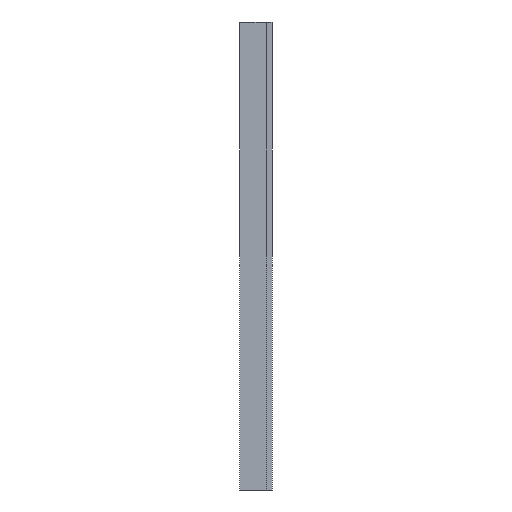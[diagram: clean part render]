
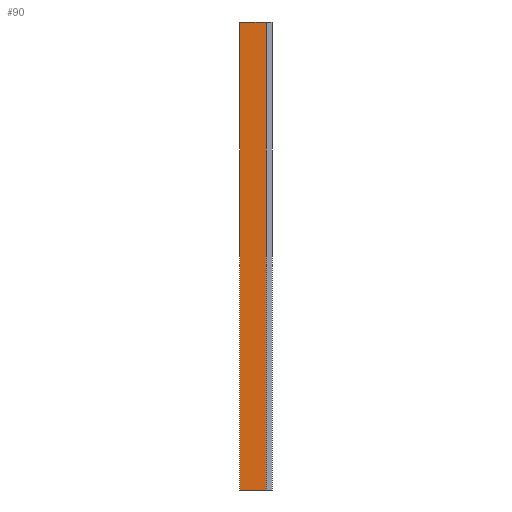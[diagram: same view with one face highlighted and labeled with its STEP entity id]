
A CAD part, left-side view. The second image highlights one B-rep face of the part: STEP entity #90.
In plain terms, the highlighted free-form (B-spline) face has degree [2, 1] with [5, 2] control points.
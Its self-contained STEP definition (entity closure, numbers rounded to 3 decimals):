
#90=ADVANCED_FACE('',(#218),#2186,.T.);
#218=FACE_OUTER_BOUND('',#346,.T.);
#346=EDGE_LOOP('',(#718,#719,#720,#721));
#718=ORIENTED_EDGE('',*,*,#1345,.T.);
#719=ORIENTED_EDGE('',*,*,#1346,.T.);
#720=ORIENTED_EDGE('',*,*,#1347,.F.);
#721=ORIENTED_EDGE('',*,*,#1343,.F.);
#1343=EDGE_CURVE('',#2006,#2007,#1709,.T.);
#1345=EDGE_CURVE('',#2006,#2008,#1711,.T.);
#1346=EDGE_CURVE('',#2008,#2009,#1712,.T.);
#1347=EDGE_CURVE('',#2007,#2009,#1713,.T.);
#1709=(
BOUNDED_CURVE()
B_SPLINE_CURVE(1,(#3625,#3626),.UNSPECIFIED.,.F.,.F.)
B_SPLINE_CURVE_WITH_KNOTS((2,2),(0.,2000.),.UNSPECIFIED.)
CURVE()
GEOMETRIC_REPRESENTATION_ITEM()
RATIONAL_B_SPLINE_CURVE((1.,1.))
REPRESENTATION_ITEM('')
);
#1711=(
BOUNDED_CURVE()
B_SPLINE_CURVE(2,(#3630,#3631,#3632,#3633,#3634),.UNSPECIFIED.,.F.,.F.)
B_SPLINE_CURVE_WITH_KNOTS((3,2,3),(-4815.563,-4741.256,-4703.409),
 .UNSPECIFIED.)
CURVE()
GEOMETRIC_REPRESENTATION_ITEM()
RATIONAL_B_SPLINE_CURVE((1.,1.,1.,1.,1.))
REPRESENTATION_ITEM('')
);
#1712=(
BOUNDED_CURVE()
B_SPLINE_CURVE(1,(#3635,#3636),.UNSPECIFIED.,.F.,.F.)
B_SPLINE_CURVE_WITH_KNOTS((2,2),(0.,2000.),.UNSPECIFIED.)
CURVE()
GEOMETRIC_REPRESENTATION_ITEM()
RATIONAL_B_SPLINE_CURVE((1.,1.))
REPRESENTATION_ITEM('')
);
#1713=(
BOUNDED_CURVE()
B_SPLINE_CURVE(2,(#3637,#3638,#3639,#3640,#3641),.UNSPECIFIED.,.F.,.F.)
B_SPLINE_CURVE_WITH_KNOTS((3,2,3),(-4815.563,-4741.256,-4703.409),
 .UNSPECIFIED.)
CURVE()
GEOMETRIC_REPRESENTATION_ITEM()
RATIONAL_B_SPLINE_CURVE((1.,1.,1.,1.,1.))
REPRESENTATION_ITEM('')
);
#2006=VERTEX_POINT('',#3166);
#2007=VERTEX_POINT('',#3167);
#2008=VERTEX_POINT('',#3168);
#2009=VERTEX_POINT('',#3169);
#2186=(
BOUNDED_SURFACE()
B_SPLINE_SURFACE(2,1,((#2974,#2975),(#2976,#2977),(#2978,#2979),(#2980,
#2981),(#2982,#2983)),.UNSPECIFIED.,.F.,.F.,.F.)
B_SPLINE_SURFACE_WITH_KNOTS((3,2,3),(2,2),(-4815.563,-4741.256,
-4703.409),(0.,2000.),.UNSPECIFIED.)
GEOMETRIC_REPRESENTATION_ITEM()
RATIONAL_B_SPLINE_SURFACE(((1.,1.),(1.,1.),(1.,1.),(1.,1.),(1.,1.)))
REPRESENTATION_ITEM('')
SURFACE()
);
#2974=CARTESIAN_POINT('',(-59.545,-63.154,1000.));
#2975=CARTESIAN_POINT('',(-59.545,-63.154,-1000.));
#2976=CARTESIAN_POINT('',(-59.545,-26.,1000.));
#2977=CARTESIAN_POINT('',(-59.545,-26.,-1000.));
#2978=CARTESIAN_POINT('',(-59.545,11.154,1000.));
#2979=CARTESIAN_POINT('',(-59.545,11.154,-1000.));
#2980=CARTESIAN_POINT('',(-59.545,30.077,1000.));
#2981=CARTESIAN_POINT('',(-59.545,30.077,-1000.));
#2982=CARTESIAN_POINT('',(-59.545,49.,1000.));
#2983=CARTESIAN_POINT('',(-59.545,49.,-1000.));
#3166=CARTESIAN_POINT('',(-59.545,-63.154,1000.));
#3167=CARTESIAN_POINT('',(-59.545,-63.154,-1000.));
#3168=CARTESIAN_POINT('',(-59.545,49.,1000.));
#3169=CARTESIAN_POINT('',(-59.545,49.,-1000.));
#3625=CARTESIAN_POINT('',(-59.545,-63.154,1000.));
#3626=CARTESIAN_POINT('',(-59.545,-63.154,-1000.));
#3630=CARTESIAN_POINT('',(-59.545,-63.154,1000.));
#3631=CARTESIAN_POINT('',(-59.545,-26.,1000.));
#3632=CARTESIAN_POINT('',(-59.545,11.154,1000.));
#3633=CARTESIAN_POINT('',(-59.545,30.077,1000.));
#3634=CARTESIAN_POINT('',(-59.545,49.,1000.));
#3635=CARTESIAN_POINT('',(-59.545,49.,1000.));
#3636=CARTESIAN_POINT('',(-59.545,49.,-1000.));
#3637=CARTESIAN_POINT('',(-59.545,-63.154,-1000.));
#3638=CARTESIAN_POINT('',(-59.545,-26.,-1000.));
#3639=CARTESIAN_POINT('',(-59.545,11.154,-1000.));
#3640=CARTESIAN_POINT('',(-59.545,30.077,-1000.));
#3641=CARTESIAN_POINT('',(-59.545,49.,-1000.));
